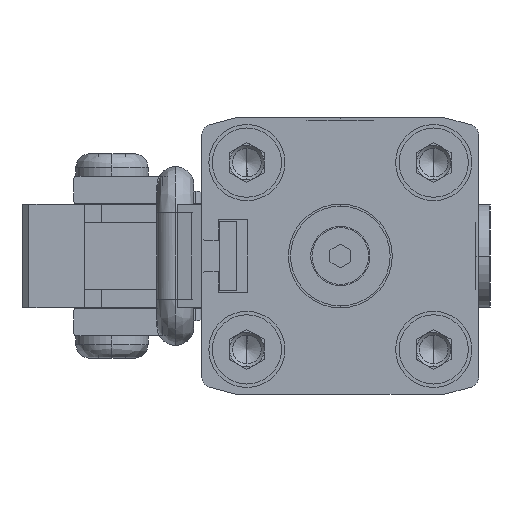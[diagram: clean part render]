
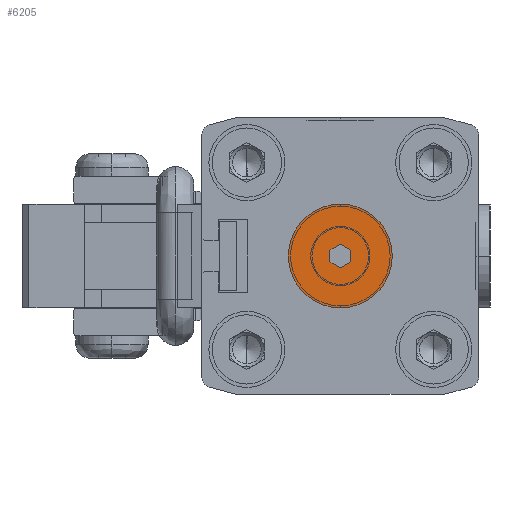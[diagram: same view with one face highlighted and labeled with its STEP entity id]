
A CAD part, left-side view. The second image highlights one B-rep face of the part: STEP entity #6205.
In plain terms, the highlighted planar face has unit normal (-1, 0, 0).
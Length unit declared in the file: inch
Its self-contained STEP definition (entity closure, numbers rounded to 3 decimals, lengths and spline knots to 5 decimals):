
#112 = PLANE ( 'NONE',  #8854 ) ;
#943 = LINE ( 'NONE', #11554, #18302 ) ;
#1120 = VERTEX_POINT ( 'NONE', #20970 ) ;
#1163 = CIRCLE ( 'NONE', #25839, 0.29528 ) ;
#1330 = DIRECTION ( 'NONE',  ( 0., 0., 1. ) ) ;
#1724 = DIRECTION ( 'NONE',  ( 0., 0., 1. ) ) ;
#1823 = CARTESIAN_POINT ( 'NONE',  ( -23.6863, -0.01969, -0.0341 ) ) ;
#2157 = EDGE_CURVE ( 'NONE', #15159, #17060, #14500, .T. ) ;
#3001 = LINE ( 'NONE', #8925, #21260 ) ;
#3127 = AXIS2_PLACEMENT_3D ( 'NONE', #3413, #20224, #1330 ) ;
#3413 = CARTESIAN_POINT ( 'NONE',  ( -23.6863, -0.07874, 0. ) ) ;
#4004 = ORIENTED_EDGE ( 'NONE', *, *, #9968, .T. ) ;
#4218 = EDGE_CURVE ( 'NONE', #22589, #1120, #18566, .T. ) ;
#4641 = CARTESIAN_POINT ( 'NONE',  ( -23.6863, -0.07874, -0.06819 ) ) ;
#4972 = CARTESIAN_POINT ( 'NONE',  ( -23.6863, -0.1378, 0.0341 ) ) ;
#5569 = VERTEX_POINT ( 'NONE', #18792 ) ;
#6079 = VERTEX_POINT ( 'NONE', #12394 ) ;
#6205 = ADVANCED_FACE ( 'NONE', ( #8805, #17221 ), #112, .F. ) ;
#6732 = CARTESIAN_POINT ( 'NONE',  ( -23.6863, 0.21654, -0.7874 ) ) ;
#7318 = DIRECTION ( 'NONE',  ( 0., 0., -1. ) ) ;
#7381 = VERTEX_POINT ( 'NONE', #14235 ) ;
#7854 = ORIENTED_EDGE ( 'NONE', *, *, #19201, .T. ) ;
#8032 = LINE ( 'NONE', #1823, #10014 ) ;
#8185 = ORIENTED_EDGE ( 'NONE', *, *, #25729, .T. ) ;
#8805 = FACE_OUTER_BOUND ( 'NONE', #25232, .T. ) ;
#8854 = AXIS2_PLACEMENT_3D ( 'NONE', #6732, #25758, #27282 ) ;
#8925 = CARTESIAN_POINT ( 'NONE',  ( -23.6863, -0.1378, -0.0341 ) ) ;
#9618 = EDGE_CURVE ( 'NONE', #1120, #22589, #1163, .T. ) ;
#9724 = CARTESIAN_POINT ( 'NONE',  ( -23.6863, -0.1378, 0.0341 ) ) ;
#9968 = EDGE_CURVE ( 'NONE', #17060, #5569, #8032, .T. ) ;
#10014 = VECTOR ( 'NONE', #12175, 39.37008 ) ;
#11407 = DIRECTION ( 'NONE',  ( 0., 0.866, -0.5 ) ) ;
#11554 = CARTESIAN_POINT ( 'NONE',  ( -23.6863, -0.01969, 0.0341 ) ) ;
#11767 = EDGE_CURVE ( 'NONE', #7381, #18530, #23698, .T. ) ;
#12175 = DIRECTION ( 'NONE',  ( 0., 0., 1. ) ) ;
#12205 = DIRECTION ( 'NONE',  ( 1., 0., 0. ) ) ;
#12394 = CARTESIAN_POINT ( 'NONE',  ( -23.6863, -0.1378, -0.0341 ) ) ;
#13232 = DIRECTION ( 'NONE',  ( 0., -0.866, -0.5 ) ) ;
#14235 = CARTESIAN_POINT ( 'NONE',  ( -23.6863, -0.07874, 0.06819 ) ) ;
#14500 = LINE ( 'NONE', #20570, #24336 ) ;
#15159 = VERTEX_POINT ( 'NONE', #4641 ) ;
#15736 = EDGE_CURVE ( 'NONE', #18530, #6079, #23854, .T. ) ;
#16713 = ORIENTED_EDGE ( 'NONE', *, *, #2157, .T. ) ;
#17060 = VERTEX_POINT ( 'NONE', #25053 ) ;
#17221 = FACE_BOUND ( 'NONE', #18076, .T. ) ;
#17243 = ORIENTED_EDGE ( 'NONE', *, *, #11767, .T. ) ;
#18076 = EDGE_LOOP ( 'NONE', ( #7854, #17243, #24277, #8185, #16713, #4004 ) ) ;
#18302 = VECTOR ( 'NONE', #26035, 39.37008 ) ;
#18441 = VECTOR ( 'NONE', #13232, 39.37008 ) ;
#18530 = VERTEX_POINT ( 'NONE', #9724 ) ;
#18566 = CIRCLE ( 'NONE', #3127, 0.29528 ) ;
#18792 = CARTESIAN_POINT ( 'NONE',  ( -23.6863, -0.01969, 0.0341 ) ) ;
#19201 = EDGE_CURVE ( 'NONE', #5569, #7381, #943, .T. ) ;
#20224 = DIRECTION ( 'NONE',  ( 1., 0., 0. ) ) ;
#20570 = CARTESIAN_POINT ( 'NONE',  ( -23.6863, -0.07874, -0.06819 ) ) ;
#20913 = CARTESIAN_POINT ( 'NONE',  ( -23.6863, -0.07874, -0.29528 ) ) ;
#20970 = CARTESIAN_POINT ( 'NONE',  ( -23.6863, -0.07874, 0.29528 ) ) ;
#21260 = VECTOR ( 'NONE', #11407, 39.37008 ) ;
#21637 = CARTESIAN_POINT ( 'NONE',  ( -23.6863, -0.07874, 0.06819 ) ) ;
#22526 = ORIENTED_EDGE ( 'NONE', *, *, #4218, .F. ) ;
#22589 = VERTEX_POINT ( 'NONE', #20913 ) ;
#23698 = LINE ( 'NONE', #21637, #18441 ) ;
#23854 = LINE ( 'NONE', #4972, #24010 ) ;
#24010 = VECTOR ( 'NONE', #7318, 39.37008 ) ;
#24277 = ORIENTED_EDGE ( 'NONE', *, *, #15736, .T. ) ;
#24336 = VECTOR ( 'NONE', #24838, 39.37008 ) ;
#24838 = DIRECTION ( 'NONE',  ( 0., 0.866, 0.5 ) ) ;
#24884 = CARTESIAN_POINT ( 'NONE',  ( -23.6863, -0.07874, 0. ) ) ;
#25053 = CARTESIAN_POINT ( 'NONE',  ( -23.6863, -0.01969, -0.0341 ) ) ;
#25232 = EDGE_LOOP ( 'NONE', ( #22526, #25675 ) ) ;
#25675 = ORIENTED_EDGE ( 'NONE', *, *, #9618, .F. ) ;
#25729 = EDGE_CURVE ( 'NONE', #6079, #15159, #3001, .T. ) ;
#25758 = DIRECTION ( 'NONE',  ( 1., 0., 0. ) ) ;
#25839 = AXIS2_PLACEMENT_3D ( 'NONE', #24884, #12205, #1724 ) ;
#26035 = DIRECTION ( 'NONE',  ( 0., -0.866, 0.5 ) ) ;
#27282 = DIRECTION ( 'NONE',  ( 0., 0., 1. ) ) ;
